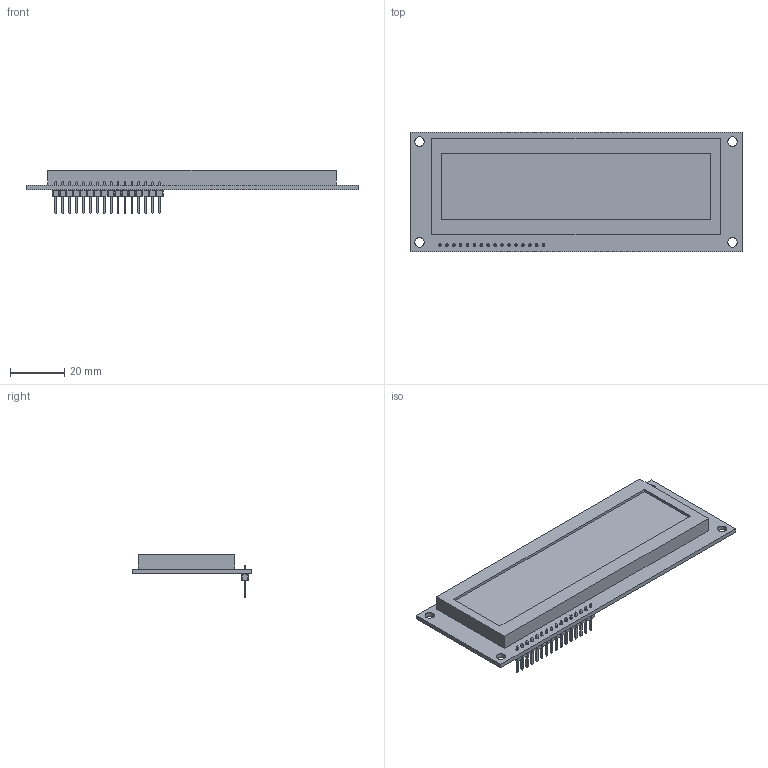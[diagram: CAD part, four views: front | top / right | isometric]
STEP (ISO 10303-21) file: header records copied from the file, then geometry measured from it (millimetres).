
FILE_DESCRIPTION(/* description */ (''),/* implementation_level */ '2;1');
FILE_NAME(/* name */ 'JHD162G.step',/* time_stamp */ '2020-06-10T13:58:42+08:00',/* author */ (''),/* organization */ (''),/* preprocessor_version */ 'ST-DEVELOPER v18.1',/* originating_system */ 'Autodesk Translation Framework v9.3.0.1241',/* authorisation */ '');
FILE_SCHEMA (('AUTOMOTIVE_DESIGN { 1 0 10303 214 3 1 1 }'));
Length unit declared in the file: millimetre
Products named in the file (2): JUMBO LCD; zl201-16_p2-54_l40-6_w2-54_h8-9
Assembly tree (1 placements, depth 2):
  JUMBO LCD
    zl201-16_p2-54_l40-6_w2-54_h8-9
Bounding box: 122 x 44 x 15.99 mm (x, y, z)
Volume: 27126.2 mm3; surface area: 13941.2 mm2
Topology: 2 solids, 2 shells, 488 faces, 1158 edges, 708 vertices
Faces by surface type: plane 468, cylinder 20
Full cylindrical faces by diameter (mm): 1 x16, 3.5 x4
Entity records: 13886 total; most frequent: CARTESIAN_POINT 2357, ORIENTED_EDGE 2316, DIRECTION 2180, EDGE_CURVE 1158, LINE 1118, VECTOR 1118, VERTEX_POINT 708, EDGE_LOOP 562
